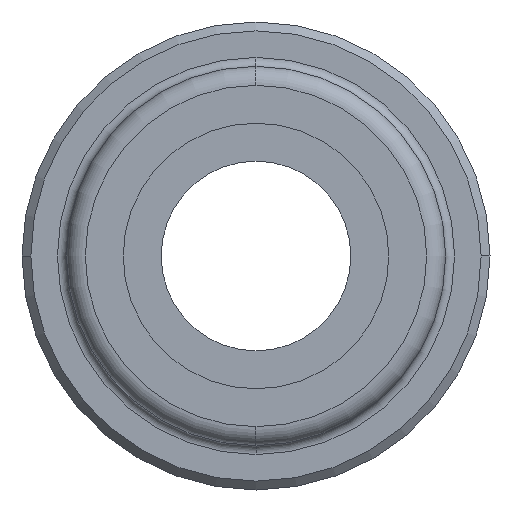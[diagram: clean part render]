
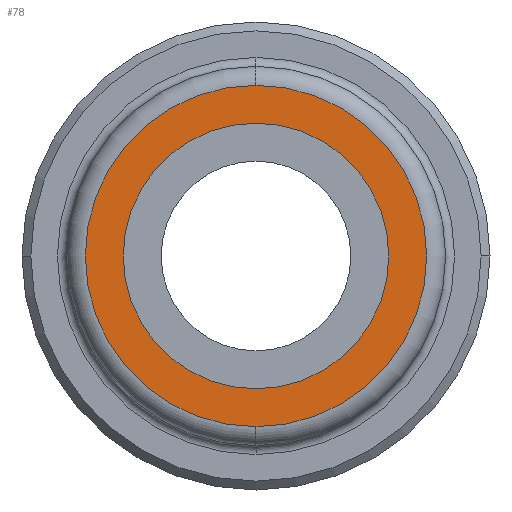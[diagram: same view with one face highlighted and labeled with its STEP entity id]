
A CAD part, left-side view. The second image highlights one B-rep face of the part: STEP entity #78.
In plain terms, the highlighted planar face has unit normal (-1, 0, 0).
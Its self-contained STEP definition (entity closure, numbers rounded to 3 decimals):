
#78=ADVANCED_FACE('',(#164,#165),#166,.T.);
#164=FACE_BOUND('',#272,.T.);
#165=FACE_OUTER_BOUND('',#273,.T.);
#166=PLANE('',#274);
#272=EDGE_LOOP('',(#563,#564));
#273=EDGE_LOOP('',(#565,#566,#567));
#274=AXIS2_PLACEMENT_3D('',#568,#569,#570);
#563=ORIENTED_EDGE('',*,*,#798,.T.);
#564=ORIENTED_EDGE('',*,*,#795,.T.);
#565=ORIENTED_EDGE('',*,*,#807,.T.);
#566=ORIENTED_EDGE('',*,*,#765,.T.);
#567=ORIENTED_EDGE('',*,*,#808,.T.);
#568=CARTESIAN_POINT('',(0.0,0.0,0.0));
#569=DIRECTION('',(-1.0,0.0,0.0));
#570=DIRECTION('',(0.0,0.0,1.0));
#765=EDGE_CURVE('',#932,#936,#938,.T.);
#795=EDGE_CURVE('',#987,#991,#993,.T.);
#798=EDGE_CURVE('',#991,#987,#996,.T.);
#807=EDGE_CURVE('',#1005,#932,#1006,.T.);
#808=EDGE_CURVE('',#936,#1005,#1007,.T.);
#932=VERTEX_POINT('',#1150);
#936=VERTEX_POINT('',#1154);
#938=CIRCLE('',#1156,3.6);
#987=VERTEX_POINT('',#1217);
#991=VERTEX_POINT('',#1222);
#993=CIRCLE('',#1225,2.8);
#996=CIRCLE('',#1228,2.8);
#1005=VERTEX_POINT('',#1237);
#1006=CIRCLE('',#1238,3.6);
#1007=CIRCLE('',#1239,3.6);
#1150=CARTESIAN_POINT('',(0.0,0.,-3.6));
#1154=CARTESIAN_POINT('',(0.0,0.,3.6));
#1156=AXIS2_PLACEMENT_3D('',#1402,#1403,#1404);
#1217=CARTESIAN_POINT('',(0.0,0.,-2.8));
#1222=CARTESIAN_POINT('',(0.0,0.,2.8));
#1225=AXIS2_PLACEMENT_3D('',#1464,#1465,#1466);
#1228=AXIS2_PLACEMENT_3D('',#1473,#1474,#1475);
#1237=CARTESIAN_POINT('',(0.0,3.6,0.0));
#1238=AXIS2_PLACEMENT_3D('',#1500,#1501,#1502);
#1239=AXIS2_PLACEMENT_3D('',#1503,#1504,#1505);
#1402=CARTESIAN_POINT('',(0.0,0.,0.0));
#1403=DIRECTION('',(-1.0,0.0,0.0));
#1404=DIRECTION('',(0.0,1.0,0.0));
#1464=CARTESIAN_POINT('',(0.0,0.0,0.0));
#1465=DIRECTION('',(1.0,-0.0,0.0));
#1466=DIRECTION('',(0.0,0.0,-1.0));
#1473=CARTESIAN_POINT('',(0.0,0.0,0.0));
#1474=DIRECTION('',(1.0,-0.0,0.0));
#1475=DIRECTION('',(0.0,0.0,-1.0));
#1500=CARTESIAN_POINT('',(0.0,0.,0.0));
#1501=DIRECTION('',(-1.0,0.0,0.0));
#1502=DIRECTION('',(0.0,1.0,0.0));
#1503=CARTESIAN_POINT('',(0.0,0.,0.0));
#1504=DIRECTION('',(-1.0,0.0,0.0));
#1505=DIRECTION('',(0.0,1.0,0.0));
